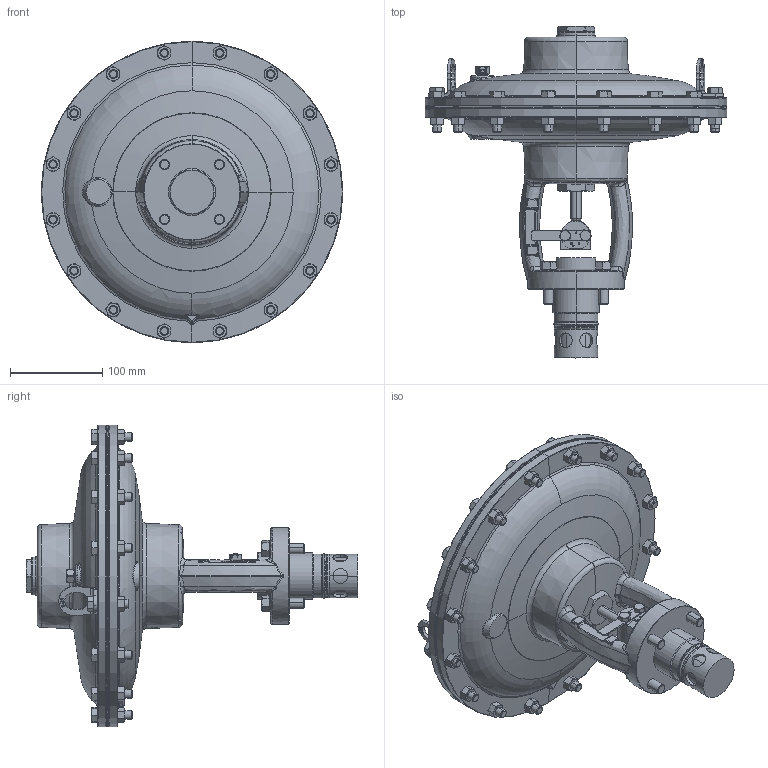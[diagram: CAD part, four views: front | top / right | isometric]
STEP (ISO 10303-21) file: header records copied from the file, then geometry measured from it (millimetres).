
FILE_DESCRIPTION (( 'STEP AP214' ), '1' );
FILE_NAME ('CVS2TOPWORKS-EBP.STEP', '2024-09-03T15:06:19', ( '' ), ( '' ), 'SwSTEP 2.0', 'SolidWorks 2019', '' );
FILE_SCHEMA (( 'AUTOMOTIVE_DESIGN' ));
Length unit declared in the file: inch
Products named in the file (1): CVS2TOPWORKS-EBP
Bounding box: 327.42 x 360.63 x 327.42 mm (x, y, z)
Volume: 5610617.5 mm3; surface area: 346059.3 mm2
Topology: 1 solids, 1 shells, 1839 faces, 4487 edges, 2743 vertices
Faces by surface type: plane 706, cone 432, bspline 339, cylinder 245, torus 98, sphere 19
Entity records: 85069 total; most frequent: CARTESIAN_POINT 34337, ORIENTED_EDGE 8910, DIRECTION 6927, EDGE_CURVE 4455, VERTEX_POINT 2743, AXIS2_PLACEMENT_3D 2639, EDGE_LOOP 2006, ADVANCED_FACE 1839
